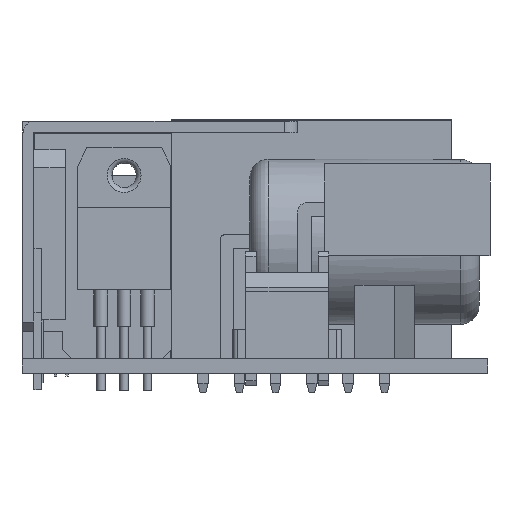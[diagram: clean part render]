
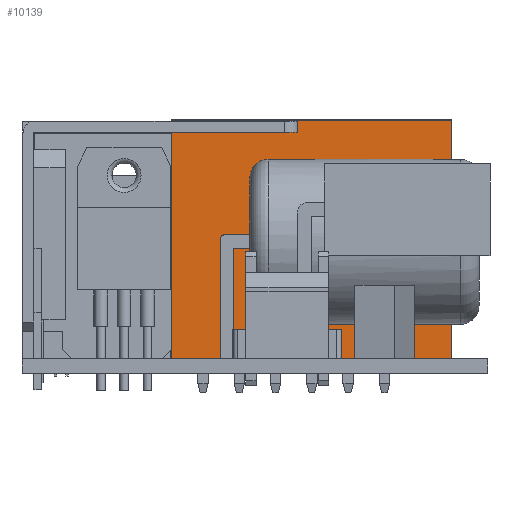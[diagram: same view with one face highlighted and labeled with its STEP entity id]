
A CAD part, left-side view. The second image highlights one B-rep face of the part: STEP entity #10139.
In plain terms, the highlighted planar face has unit normal (-1, 0, 0).
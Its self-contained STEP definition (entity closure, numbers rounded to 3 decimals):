
#506=LINE('',#14243,#1688);
#1167=LINE('',#16761,#2349);
#1171=LINE('',#16781,#2353);
#1172=LINE('',#16783,#2354);
#1173=LINE('',#16785,#2355);
#1174=LINE('',#16787,#2356);
#1175=LINE('',#16788,#2357);
#1176=LINE('',#16790,#2358);
#1177=LINE('',#16791,#2359);
#1178=LINE('',#16793,#2360);
#1179=LINE('',#16795,#2361);
#1180=LINE('',#16797,#2362);
#1181=LINE('',#16799,#2363);
#1688=VECTOR('',#11308,30.5);
#2349=VECTOR('',#12643,1.2);
#2353=VECTOR('',#12651,20.043);
#2354=VECTOR('',#12652,12.159);
#2355=VECTOR('',#12653,30.6);
#2356=VECTOR('',#12654,0.1);
#2357=VECTOR('',#12655,0.05);
#2358=VECTOR('',#12656,0.05);
#2359=VECTOR('',#12657,24.7);
#2360=VECTOR('',#12658,4.522);
#2361=VECTOR('',#12659,0.1);
#2362=VECTOR('',#12660,7.136);
#2363=VECTOR('',#12661,20.043);
#3519=PLANE('',#10762);
#4006=FACE_OUTER_BOUND('',#4617,.T.);
#4617=EDGE_LOOP('',(#8777,#8778,#8779,#8780,#8781,#8782,#8783,#8784,#8785,
#8786,#8787,#8788,#8789,#8790,#8791));
#4875=B_SPLINE_CURVE_WITH_KNOTS('',3,(#16770,#16771,#16772,#16773,#16774,
#16775,#16776,#16777,#16778,#16779),.UNSPECIFIED.,.F.,.F.,(4,2,2,2,4),(0.123,
0.133,0.145,0.167,0.246),
 .UNSPECIFIED.);
#4876=B_SPLINE_CURVE_WITH_KNOTS('',3,(#16800,#16801,#16802,#16803,#16804,
#16805,#16806,#16807,#16808,#16809),.UNSPECIFIED.,.F.,.F.,(4,2,2,2,4),(0.246,
0.325,0.347,0.359,0.369),
 .UNSPECIFIED.);
#5008=VERTEX_POINT('',#14239);
#5010=VERTEX_POINT('',#14242);
#5501=VERTEX_POINT('',#16759);
#5502=VERTEX_POINT('',#16760);
#5504=VERTEX_POINT('',#16768);
#5505=VERTEX_POINT('',#16769);
#5506=VERTEX_POINT('',#16780);
#5507=VERTEX_POINT('',#16782);
#5508=VERTEX_POINT('',#16784);
#5509=VERTEX_POINT('',#16786);
#5510=VERTEX_POINT('',#16789);
#5511=VERTEX_POINT('',#16792);
#5512=VERTEX_POINT('',#16794);
#5513=VERTEX_POINT('',#16796);
#5514=VERTEX_POINT('',#16798);
#5922=EDGE_CURVE('',#5008,#5010,#506,.T.);
#6663=EDGE_CURVE('',#5501,#5502,#1167,.T.);
#6668=EDGE_CURVE('',#5504,#5505,#4875,.T.);
#6669=EDGE_CURVE('',#5504,#5506,#1171,.T.);
#6670=EDGE_CURVE('',#5507,#5506,#1172,.T.);
#6671=EDGE_CURVE('',#5508,#5507,#1173,.T.);
#6672=EDGE_CURVE('',#5508,#5509,#1174,.T.);
#6673=EDGE_CURVE('',#5502,#5509,#1175,.T.);
#6674=EDGE_CURVE('',#5501,#5510,#1176,.T.);
#6675=EDGE_CURVE('',#5510,#5010,#1177,.T.);
#6676=EDGE_CURVE('',#5511,#5008,#1178,.T.);
#6677=EDGE_CURVE('',#5512,#5511,#1179,.T.);
#6678=EDGE_CURVE('',#5513,#5512,#1180,.T.);
#6679=EDGE_CURVE('',#5514,#5513,#1181,.T.);
#6680=EDGE_CURVE('',#5505,#5514,#4876,.T.);
#8777=ORIENTED_EDGE('',*,*,#6668,.F.);
#8778=ORIENTED_EDGE('',*,*,#6669,.T.);
#8779=ORIENTED_EDGE('',*,*,#6670,.F.);
#8780=ORIENTED_EDGE('',*,*,#6671,.F.);
#8781=ORIENTED_EDGE('',*,*,#6672,.T.);
#8782=ORIENTED_EDGE('',*,*,#6673,.F.);
#8783=ORIENTED_EDGE('',*,*,#6663,.F.);
#8784=ORIENTED_EDGE('',*,*,#6674,.T.);
#8785=ORIENTED_EDGE('',*,*,#6675,.T.);
#8786=ORIENTED_EDGE('',*,*,#5922,.F.);
#8787=ORIENTED_EDGE('',*,*,#6676,.F.);
#8788=ORIENTED_EDGE('',*,*,#6677,.F.);
#8789=ORIENTED_EDGE('',*,*,#6678,.F.);
#8790=ORIENTED_EDGE('',*,*,#6679,.F.);
#8791=ORIENTED_EDGE('',*,*,#6680,.F.);
#10139=ADVANCED_FACE('',(#4006),#3519,.T.);
#10762=AXIS2_PLACEMENT_3D('',#16767,#12649,#12650);
#11308=DIRECTION('',(0.,1.,0.));
#12643=DIRECTION('',(0.,0.,1.));
#12649=DIRECTION('center_axis',(-1.,0.,0.));
#12650=DIRECTION('ref_axis',(0.,0.,1.));
#12651=DIRECTION('',(0.,-1.,0.));
#12652=DIRECTION('',(0.,0.,-1.));
#12653=DIRECTION('',(0.,-1.,0.));
#12654=DIRECTION('',(0.,0.,-1.));
#12655=DIRECTION('',(0.,1.,0.));
#12656=DIRECTION('',(0.,1.,0.));
#12657=DIRECTION('',(0.,0.,-1.));
#12658=DIRECTION('',(0.,0.,-1.));
#12659=DIRECTION('',(0.,1.,0.));
#12660=DIRECTION('',(0.,0.,-1.));
#12661=DIRECTION('',(0.,-1.,0.));
#14239=CARTESIAN_POINT('',(18.209,-7.335,1.6));
#14242=CARTESIAN_POINT('',(18.209,23.165,1.6));
#14243=CARTESIAN_POINT('',(18.209,-7.335,1.6));
#16759=CARTESIAN_POINT('',(18.209,23.115,26.3));
#16760=CARTESIAN_POINT('',(18.209,23.115,27.5));
#16761=CARTESIAN_POINT('',(18.209,23.115,26.3));
#16767=CARTESIAN_POINT('Origin',(18.209,-7.335,0.1));
#16768=CARTESIAN_POINT('',(18.209,12.608,15.441));
#16769=CARTESIAN_POINT('',(18.209,13.119,14.35));
#16770=CARTESIAN_POINT('Ctrl Pts',(18.209,12.608,15.441));
#16771=CARTESIAN_POINT('Ctrl Pts',(18.209,12.64,15.441));
#16772=CARTESIAN_POINT('Ctrl Pts',(18.209,12.678,15.433));
#16773=CARTESIAN_POINT('Ctrl Pts',(18.209,12.747,15.404));
#16774=CARTESIAN_POINT('Ctrl Pts',(18.209,12.789,15.374));
#16775=CARTESIAN_POINT('Ctrl Pts',(18.209,12.871,15.296));
#16776=CARTESIAN_POINT('Ctrl Pts',(18.209,12.918,15.225));
#16777=CARTESIAN_POINT('Ctrl Pts',(18.209,13.073,14.928));
#16778=CARTESIAN_POINT('Ctrl Pts',(18.209,13.119,14.614));
#16779=CARTESIAN_POINT('Ctrl Pts',(18.209,13.119,14.35));
#16780=CARTESIAN_POINT('',(18.209,-7.435,15.441));
#16781=CARTESIAN_POINT('',(18.209,12.608,15.441));
#16782=CARTESIAN_POINT('',(18.209,-7.435,27.6));
#16783=CARTESIAN_POINT('',(18.209,-7.435,27.6));
#16784=CARTESIAN_POINT('',(18.209,23.165,27.6));
#16785=CARTESIAN_POINT('',(18.209,23.165,27.6));
#16786=CARTESIAN_POINT('',(18.209,23.165,27.5));
#16787=CARTESIAN_POINT('',(18.209,23.165,27.6));
#16788=CARTESIAN_POINT('',(18.209,23.115,27.5));
#16789=CARTESIAN_POINT('',(18.209,23.165,26.3));
#16790=CARTESIAN_POINT('',(18.209,23.115,26.3));
#16791=CARTESIAN_POINT('',(18.209,23.165,26.3));
#16792=CARTESIAN_POINT('',(18.209,-7.335,6.122));
#16793=CARTESIAN_POINT('',(18.209,-7.335,6.122));
#16794=CARTESIAN_POINT('',(18.209,-7.435,6.122));
#16795=CARTESIAN_POINT('',(18.209,-7.435,6.122));
#16796=CARTESIAN_POINT('',(18.209,-7.435,13.259));
#16797=CARTESIAN_POINT('',(18.209,-7.435,13.259));
#16798=CARTESIAN_POINT('',(18.209,12.608,13.259));
#16799=CARTESIAN_POINT('',(18.209,12.608,13.259));
#16800=CARTESIAN_POINT('Ctrl Pts',(18.209,13.119,14.35));
#16801=CARTESIAN_POINT('Ctrl Pts',(18.209,13.119,14.086));
#16802=CARTESIAN_POINT('Ctrl Pts',(18.209,13.073,13.772));
#16803=CARTESIAN_POINT('Ctrl Pts',(18.209,12.918,13.475));
#16804=CARTESIAN_POINT('Ctrl Pts',(18.209,12.871,13.404));
#16805=CARTESIAN_POINT('Ctrl Pts',(18.209,12.789,13.326));
#16806=CARTESIAN_POINT('Ctrl Pts',(18.209,12.747,13.296));
#16807=CARTESIAN_POINT('Ctrl Pts',(18.209,12.678,13.267));
#16808=CARTESIAN_POINT('Ctrl Pts',(18.209,12.64,13.259));
#16809=CARTESIAN_POINT('Ctrl Pts',(18.209,12.608,13.259));
